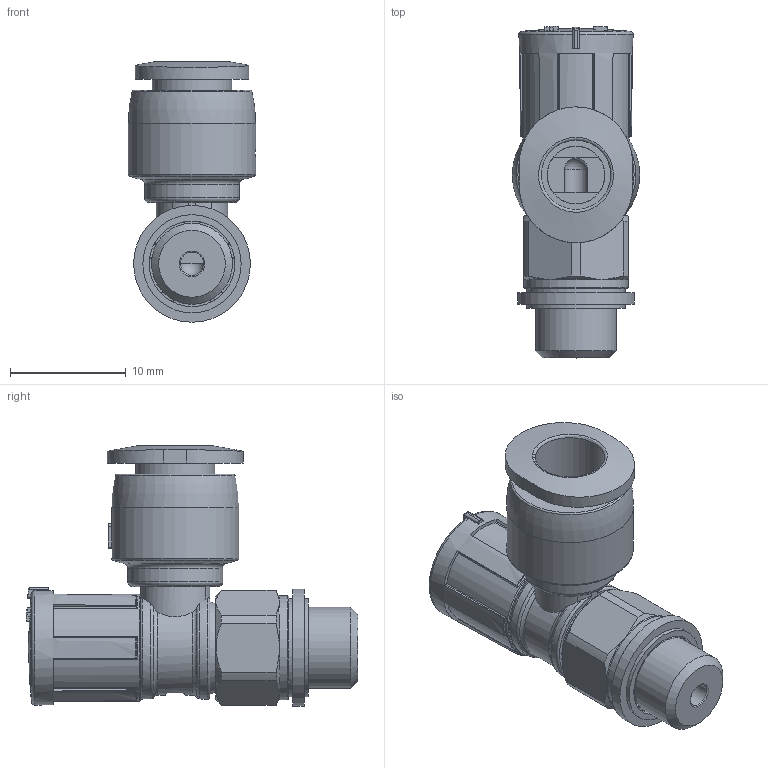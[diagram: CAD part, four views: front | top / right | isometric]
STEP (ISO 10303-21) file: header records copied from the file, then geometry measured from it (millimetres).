
FILE_DESCRIPTION(/* description */ ('STEP AP214'),/* implementation_level */ '2;1');
FILE_NAME(/* name */ '8068746_VFOE-LS-T-M7-Q6',/* time_stamp */ '2024-09-16T12:23:43+02:00',/* author */ ('License CC BY-ND 4.0'),/* organization */ ('CADENAS'),/* preprocessor_version */ 'ST-DEVELOPER v19.3',/* originating_system */ 'PARTsolutions',/* authorisation */ ' ');
FILE_SCHEMA (('AUTOMOTIVE_DESIGN {1 0 10303 214 3 1 1}'));
Length unit declared in the file: millimetre
Products named in the file (3): 8068746 VFOE-LS-T-M7-Q6---(high); 8068746 VFOE-LS-T-M7-Q6---(highp); 8153155 OL-M7
Assembly tree (2 placements, depth 2):
  8068746 VFOE-LS-T-M7-Q6---(high)
    8068746 VFOE-LS-T-M7-Q6---(highp)
    8153155 OL-M7
Bounding box: 11 x 28.69 x 22.52 mm (x, y, z)
Volume: 2275.7 mm3; surface area: 2192.4 mm2
Topology: 2 solids, 2 shells, 283 faces, 760 edges, 497 vertices
Faces by surface type: plane 135, cylinder 89, torus 37, cone 16, sphere 6
Full cylindrical faces by diameter (mm): 2 x1, 5 x1, 6 x1, 6.85 x1, 7 x1, 7.4 x1, 8.2 x1, 8.5 x2, 9 x1, 9.25 x1, 10.1 x1, 11 x1
Entity records: 10466 total; most frequent: CARTESIAN_POINT 1932, DIRECTION 1436, ORIENTED_EDGE 1420, EDGE_CURVE 710, AXIS2_PLACEMENT_3D 582, VERTEX_POINT 482, EDGE_LOOP 338, FACE_BOUND 338
